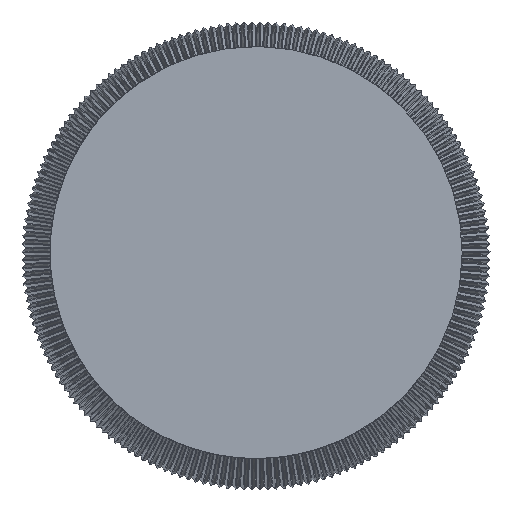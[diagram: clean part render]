
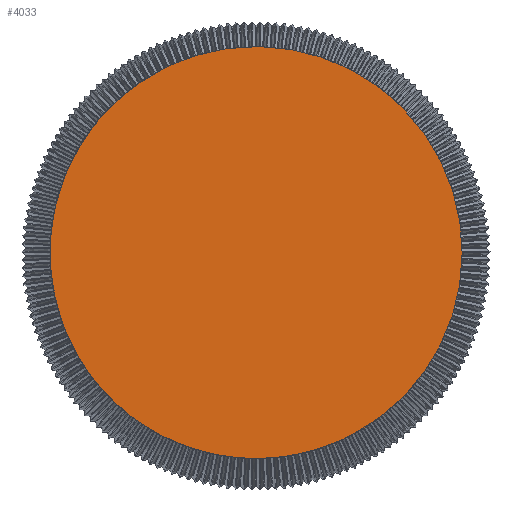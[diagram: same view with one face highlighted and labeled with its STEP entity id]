
A CAD part, top view. The second image highlights one B-rep face of the part: STEP entity #4033.
In plain terms, the highlighted planar face has unit normal (0, 0, -1).
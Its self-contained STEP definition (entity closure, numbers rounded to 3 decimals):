
#3966=PLANE('',#32644);
#4033=ADVANCED_FACE('',(#6229),#3966,.T.);
#6229=FACE_OUTER_BOUND('',#8426,.T.);
#8426=EDGE_LOOP('',(#10657));
#10657=ORIENTED_EDGE('',*,*,#19321,.T.);
#19321=EDGE_CURVE('',#27975,#27975,#25266,.T.);
#25266=(
BOUNDED_CURVE()
B_SPLINE_CURVE(2,(#33056,#33057,#33058,#33059,#33060,#33061,#33062,#33063,
#33064),.UNSPECIFIED.,.T.,.F.)
B_SPLINE_CURVE_WITH_KNOTS((3,2,2,2,3),(-345.575,-259.181,
-172.788,-86.394,0.),.UNSPECIFIED.)
CURVE()
GEOMETRIC_REPRESENTATION_ITEM()
RATIONAL_B_SPLINE_CURVE((1.,0.707,1.,0.707,1.,0.707,
1.,0.707,1.))
REPRESENTATION_ITEM('')
);
#27975=VERTEX_POINT('',#33055);
#32644=AXIS2_PLACEMENT_3D('',#33054,#32652,$);
#32652=DIRECTION('',(0.,0.,-1.));
#33054=CARTESIAN_POINT('',(-79.337,79.337,303.046));
#33055=CARTESIAN_POINT('',(38.891,38.891,303.046));
#33056=CARTESIAN_POINT('',(38.891,38.891,303.046));
#33057=CARTESIAN_POINT('',(77.782,0.,303.046));
#33058=CARTESIAN_POINT('',(38.892,-38.891,303.046));
#33059=CARTESIAN_POINT('',(0.001,-77.782,303.046));
#33060=CARTESIAN_POINT('',(-38.89,-38.892,303.046));
#33061=CARTESIAN_POINT('',(-77.781,-0.001,303.046));
#33062=CARTESIAN_POINT('',(-38.891,38.89,303.046));
#33063=CARTESIAN_POINT('',(0.,77.781,303.046));
#33064=CARTESIAN_POINT('',(38.891,38.891,303.046));
